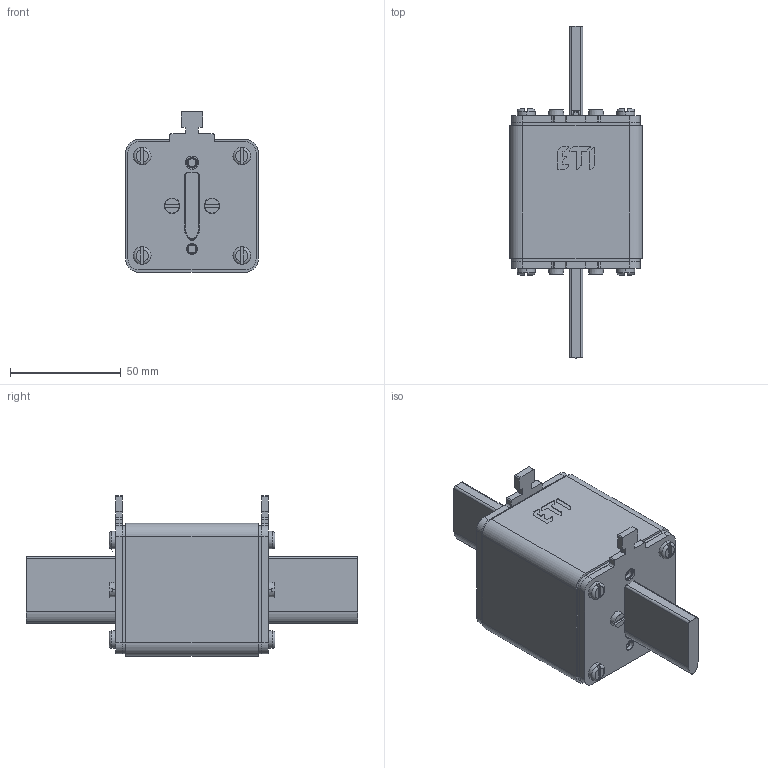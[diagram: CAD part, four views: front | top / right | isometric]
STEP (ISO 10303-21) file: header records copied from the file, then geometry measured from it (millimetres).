
FILE_DESCRIPTION((''),'2;1');
FILE_NAME('NH2_1000V_ASM','2021-08-31T',('said.beganovic'),('Audax d.o.o.'),'CREO PARAMETRIC BY PTC INC, 2017020','CREO PARAMETRIC BY PTC INC, 2017020','');
FILE_SCHEMA(('AUTOMOTIVE_DESIGN { 1 0 10303 214 1 1 1 1 }'));
Length unit declared in the file: millimetre
Products named in the file (12): 0000031923; 0000030743; 0000017639_AF0; 0000017520_AF0; 0000018143_ASM; 0000051213; 0000011586_AF1; 0000011580; 0000011599; 0000015360; 0000037876; NH2_1000V_ASM
Assembly tree (26 placements, depth 3):
  NH2_1000V_ASM
    0000031923
    0000030743  x2
    0000018143_ASM  x2
      0000017639_AF0
      0000017520_AF0
    0000051213  x2
    0000011586_AF1
    0000011580
    0000011599  x3
    0000015360  x8
    0000037876  x4
Bounding box: 60 x 150 x 72.5 mm (x, y, z)
Volume: 267236.2 mm3; surface area: 68029.4 mm2
Topology: 26 solids, 42 shells, 754 faces, 1824 edges, 1148 vertices
Faces by surface type: cylinder 315, plane 292, cone 72, torus 72, bspline 3
Entity records: 20317 total; most frequent: CARTESIAN_POINT 2377, DIRECTION 2152, ORIENTED_EDGE 1804, PRESENTATION_STYLE_ASSIGNMENT 1315, STYLED_ITEM 1264, CURVE_STYLE 924, EDGE_CURVE 924, AXIS2_PLACEMENT_3D 829
